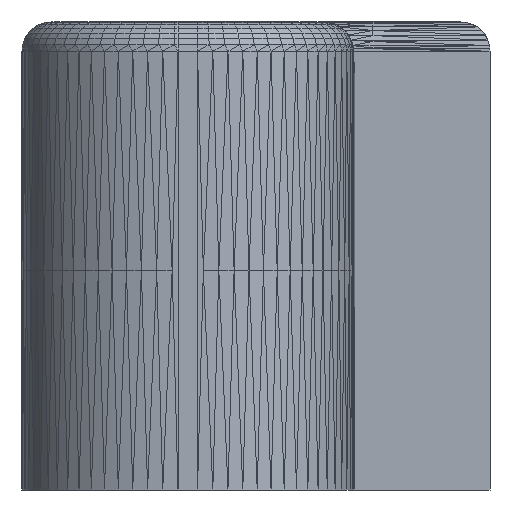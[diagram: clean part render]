
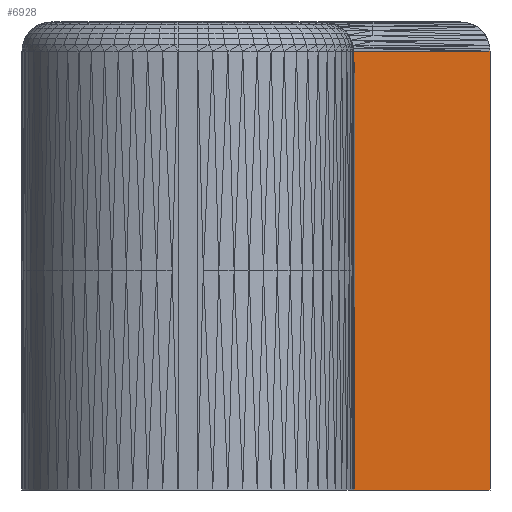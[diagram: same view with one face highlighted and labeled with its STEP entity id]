
A CAD part, front view. The second image highlights one B-rep face of the part: STEP entity #6928.
In plain terms, the highlighted planar face has unit normal (0, -1, 0).
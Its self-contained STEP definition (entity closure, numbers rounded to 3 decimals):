
#853 = VECTOR ( 'NONE', #37020, 1000. ) ;
#1427 = CARTESIAN_POINT ( 'NONE',  ( 12., -7.5, 0. ) ) ;
#1798 = DIRECTION ( 'NONE',  ( 0., 0., 1. ) ) ;
#2062 = DIRECTION ( 'NONE',  ( 0., 0., 1. ) ) ;
#2971 = ORIENTED_EDGE ( 'NONE', *, *, #46745, .F. ) ;
#3026 = EDGE_CURVE ( 'NONE', #20078, #24905, #48801, .T. ) ;
#6928 = ADVANCED_FACE ( 'NONE', ( #50485 ), #22389, .F. ) ;
#8925 = CARTESIAN_POINT ( 'NONE',  ( 8.5, -7.5, 11.25 ) ) ;
#9921 = VECTOR ( 'NONE', #1798, 1000. ) ;
#10901 = CARTESIAN_POINT ( 'NONE',  ( 8.5, -7.5, 11.25 ) ) ;
#11335 = CARTESIAN_POINT ( 'NONE',  ( 8.5, -7.5, 0. ) ) ;
#14822 = EDGE_LOOP ( 'NONE', ( #48096, #45307, #2971, #19721 ) ) ;
#16784 = CARTESIAN_POINT ( 'NONE',  ( 12., -7.5, 11.25 ) ) ;
#17578 = CARTESIAN_POINT ( 'NONE',  ( 8.5, -7.5, 0. ) ) ;
#18462 = VERTEX_POINT ( 'NONE', #10901 ) ;
#19721 = ORIENTED_EDGE ( 'NONE', *, *, #3026, .T. ) ;
#20078 = VERTEX_POINT ( 'NONE', #28752 ) ;
#21710 = VECTOR ( 'NONE', #40227, 1000. ) ;
#22389 = PLANE ( 'NONE',  #45528 ) ;
#23115 = EDGE_CURVE ( 'NONE', #24905, #34518, #49223, .T. ) ;
#23641 = LINE ( 'NONE', #11335, #9921 ) ;
#24905 = VERTEX_POINT ( 'NONE', #1427 ) ;
#28472 = CARTESIAN_POINT ( 'NONE',  ( 8.5, -7.5, 0. ) ) ;
#28752 = CARTESIAN_POINT ( 'NONE',  ( 8.5, -7.5, 0. ) ) ;
#31281 = VECTOR ( 'NONE', #44680, 1000. ) ;
#34518 = VERTEX_POINT ( 'NONE', #16784 ) ;
#37020 = DIRECTION ( 'NONE',  ( 1., 0., 0. ) ) ;
#38973 = DIRECTION ( 'NONE',  ( 0., 1., 0. ) ) ;
#40227 = DIRECTION ( 'NONE',  ( 1., 0., 0. ) ) ;
#41198 = CARTESIAN_POINT ( 'NONE',  ( 12., -7.5, 0. ) ) ;
#44680 = DIRECTION ( 'NONE',  ( 0., 0., 1. ) ) ;
#44785 = LINE ( 'NONE', #8925, #21710 ) ;
#44939 = EDGE_CURVE ( 'NONE', #18462, #34518, #44785, .T. ) ;
#45307 = ORIENTED_EDGE ( 'NONE', *, *, #44939, .F. ) ;
#45528 = AXIS2_PLACEMENT_3D ( 'NONE', #17578, #38973, #2062 ) ;
#46745 = EDGE_CURVE ( 'NONE', #20078, #18462, #23641, .T. ) ;
#48096 = ORIENTED_EDGE ( 'NONE', *, *, #23115, .T. ) ;
#48801 = LINE ( 'NONE', #28472, #853 ) ;
#49223 = LINE ( 'NONE', #41198, #31281 ) ;
#50485 = FACE_OUTER_BOUND ( 'NONE', #14822, .T. ) ;
